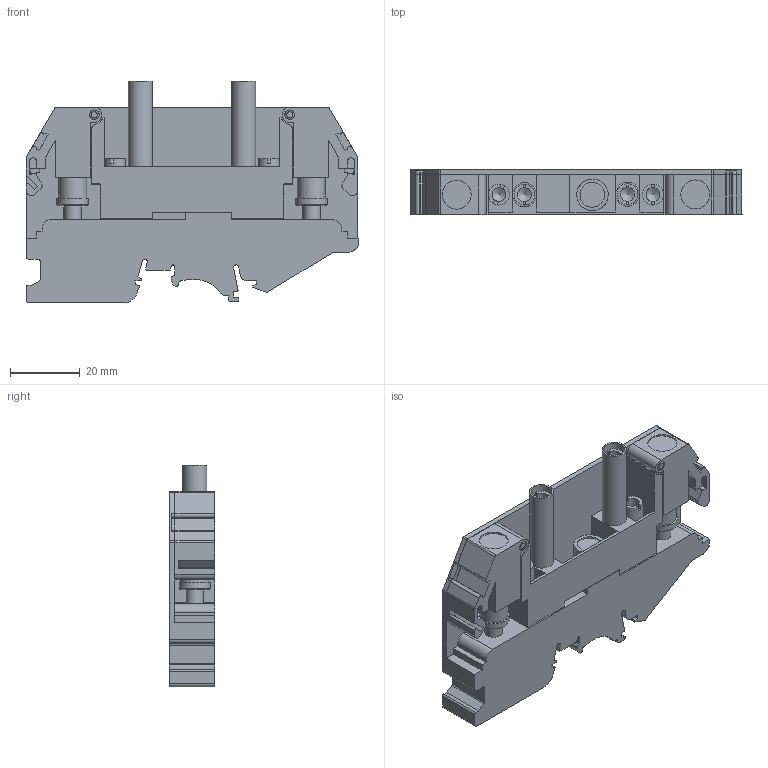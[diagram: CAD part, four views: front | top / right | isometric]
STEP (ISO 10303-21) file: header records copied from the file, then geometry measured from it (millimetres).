
FILE_DESCRIPTION(/* description */ ('Unknown'),/* implementation_level */ '2;1');
FILE_NAME(/* name */ 'OAT10DTS_GY_3D',/* time_stamp */ '2019-10-01T14:42:43+05:00',/* author */ ('Unknown'),/* organization */ ('Unknown'),/* preprocessor_version */ 'ST-DEVELOPER v16.7',/* originating_system */ 'DEX',/* authorisation */ $);
FILE_SCHEMA (('AUTOMOTIVE_DESIGN {1 0 10303 214 3 1 1}'));
Length unit declared in the file: millimetre
Products named in the file (1): OAT10DTS
Bounding box: 95 x 13.02 x 63.5 mm (x, y, z)
Volume: 40886.3 mm3; surface area: 25611.3 mm2
Topology: 1 solids, 5 shells, 408 faces, 1138 edges, 759 vertices
Faces by surface type: plane 260, cylinder 127, cone 18, torus 3
Full cylindrical faces by diameter (mm): 2.4 x2, 2.459 x2, 2.75 x4, 3.2 x2, 4 x4, 4.134 x2, 4.8 x4, 5 x4, 5.5 x2, 5.6 x2, 5.7 x2, 6 x4, 6.9 x2, 7.1 x1, 8 x2, 8.3 x2, 9 x3
Entity records: 15403 total; most frequent: CARTESIAN_POINT 2193, DIRECTION 2156, ORIENTED_EDGE 2068, EDGE_CURVE 1034, LINE 726, VECTOR 726, VERTEX_POINT 722, AXIS2_PLACEMENT_3D 715
